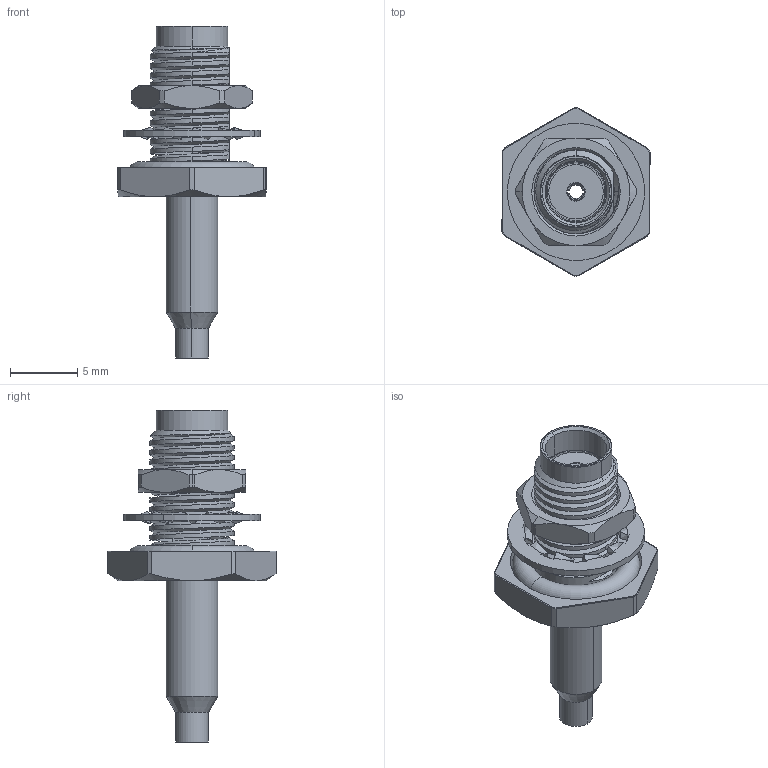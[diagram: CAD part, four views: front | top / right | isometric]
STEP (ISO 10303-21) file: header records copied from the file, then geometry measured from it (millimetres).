
FILE_DESCRIPTION (( 'STEP AP214' ), '1' );
FILE_NAME ('30-256-B3-AA.STEP', '2024-08-09T07:57:08', ( '' ), ( '' ), 'SwSTEP 2.0', 'SolidWorks 2024', '' );
FILE_SCHEMA (( 'AUTOMOTIVE_DESIGN' ));
Length unit declared in the file: millimetre
Products named in the file (1): 30-256-B3-AA
Bounding box: 11.02 x 12.5 x 24.7 mm (x, y, z)
Surface area: 1115 mm2 (no closed solid volume)
Topology: 0 solids, 8 shells, 237 faces, 677 edges, 434 vertices
Faces by surface type: cylinder 72, bspline 62, plane 52, cone 38, torus 13
Entity records: 16298 total; most frequent: CARTESIAN_POINT 10876, ORIENTED_EDGE 1240, DIRECTION 917, EDGE_CURVE 677, VERTEX_POINT 434, AXIS2_PLACEMENT_3D 326, VECTOR 265, LINE 265
